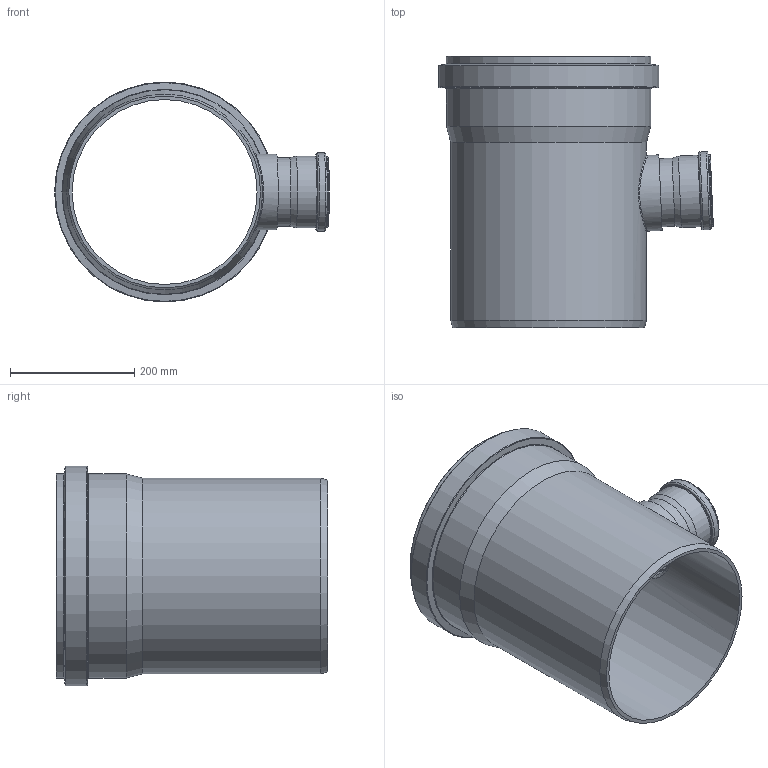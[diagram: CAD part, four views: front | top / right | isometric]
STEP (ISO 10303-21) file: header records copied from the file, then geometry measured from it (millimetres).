
FILE_DESCRIPTION(/* description */ (''),/* implementation_level */ '2;1');
FILE_NAME(/* name */ '225450 KGEA Abzweig DN_OD 315_110_87°.stp',/* time_stamp */ '2017-05-03T16:03:24+02:00',/* author */ ('user1'),/* organization */ (''),/* preprocessor_version */ 'ST-DEVELOPER v16.1',/* originating_system */ 'Autodesk Inventor 2016',/* authorisation */ '');
FILE_SCHEMA (('AUTOMOTIVE_DESIGN { 1 0 10303 214 3 1 1 }'));
Length unit declared in the file: millimetre
Products named in the file (3): 225450 KGEA Abzweig DN_OD 315_110_87°; 225450 KGEA Abzweig DN_OD 315_110_87° Abzweig; 225450 KGEA Abzweig DN_OD 315_110_87°_1
Assembly tree (2 placements, depth 2):
  225450 KGEA Abzweig DN_OD 315_110_87°_1
    225450 KGEA Abzweig DN_OD 315_110_87°
    225450 KGEA Abzweig DN_OD 315_110_87° Abzweig
Bounding box: 443 x 438 x 354.7 mm (x, y, z)
Volume: 3777081.9 mm3; surface area: 1006657.5 mm2
Topology: 2 solids, 2 shells, 63 faces, 128 edges, 70 vertices
Faces by surface type: cylinder 20, torus 20, cone 14, plane 7, bspline 2
Full cylindrical faces by diameter (mm): 103.6 x1, 110 x2, 110.7 x1, 111 x2, 115.5 x1, 115.8 x1, 121.1 x1, 122 x1, 125.9 x1, 298.2 x1, 315.6 x2, 315.9 x2, 329.4 x1, 329.7 x1, 340.9 x1, 354.7 x1
Entity records: 1705 total; most frequent: CARTESIAN_POINT 558, DIRECTION 256, ORIENTED_EDGE 132, AXIS2_PLACEMENT_3D 128, EDGE_LOOP 126, EDGE_CURVE 66, VERTEX_POINT 64, FACE_BOUND 63
